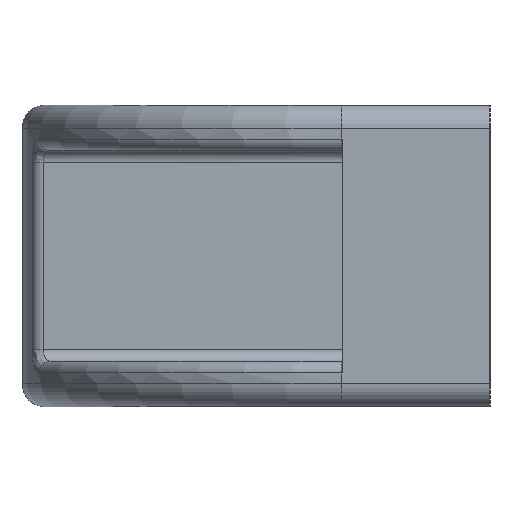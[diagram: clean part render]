
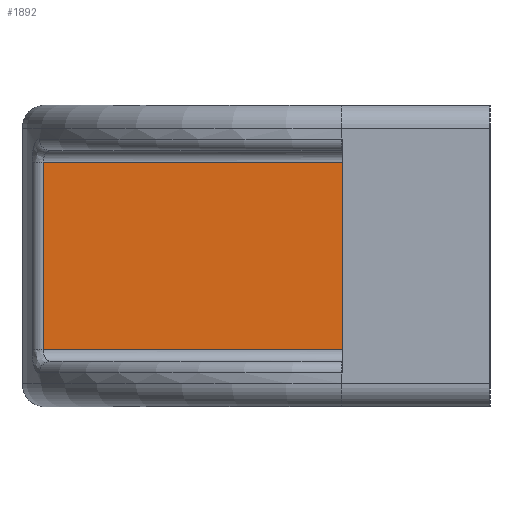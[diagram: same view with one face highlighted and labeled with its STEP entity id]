
A CAD part, left-side view. The second image highlights one B-rep face of the part: STEP entity #1892.
In plain terms, the highlighted planar face has unit normal (-1, 0, 0).
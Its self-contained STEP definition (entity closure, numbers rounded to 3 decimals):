
#89 = CARTESIAN_POINT ( 'NONE',  ( -50.25, 12.6, -9. ) ) ;
#165 = CARTESIAN_POINT ( 'NONE',  ( -50.25, 38.935, 8. ) ) ;
#255 = EDGE_CURVE ( 'NONE', #2428, #1971, #1603, .T. ) ;
#318 = VERTEX_POINT ( 'NONE', #1647 ) ;
#371 = DIRECTION ( 'NONE',  ( 0., 0., -1. ) ) ;
#407 = VECTOR ( 'NONE', #2019, 1000. ) ;
#514 = DIRECTION ( 'NONE',  ( 1., 0., 0. ) ) ;
#646 = CARTESIAN_POINT ( 'NONE',  ( -50.25, 12.6, -9. ) ) ;
#705 = CARTESIAN_POINT ( 'NONE',  ( -50.25, 12.6, -8. ) ) ;
#732 = EDGE_CURVE ( 'NONE', #2428, #2560, #2338, .T. ) ;
#760 = AXIS2_PLACEMENT_3D ( 'NONE', #646, #514, #918 ) ;
#918 = DIRECTION ( 'NONE',  ( 0., 0., -1. ) ) ;
#1003 = VECTOR ( 'NONE', #2139, 1000. ) ;
#1035 = CARTESIAN_POINT ( 'NONE',  ( -50.25, 12.6, -8. ) ) ;
#1087 = FACE_OUTER_BOUND ( 'NONE', #2452, .T. ) ;
#1148 = VECTOR ( 'NONE', #371, 1000. ) ;
#1294 = ORIENTED_EDGE ( 'NONE', *, *, #732, .F. ) ;
#1453 = PLANE ( 'NONE',  #760 ) ;
#1549 = ORIENTED_EDGE ( 'NONE', *, *, #2640, .T. ) ;
#1603 = LINE ( 'NONE', #165, #1003 ) ;
#1647 = CARTESIAN_POINT ( 'NONE',  ( -50.25, 38.171, -8. ) ) ;
#1692 = VECTOR ( 'NONE', #2732, 1000. ) ;
#1830 = EDGE_CURVE ( 'NONE', #318, #2560, #2223, .T. ) ;
#1892 = ADVANCED_FACE ( 'NONE', ( #1087 ), #1453, .F. ) ;
#1939 = ORIENTED_EDGE ( 'NONE', *, *, #255, .T. ) ;
#1971 = VERTEX_POINT ( 'NONE', #2161 ) ;
#2012 = CARTESIAN_POINT ( 'NONE',  ( -50.25, 38.171, -9. ) ) ;
#2019 = DIRECTION ( 'NONE',  ( 0., 0., -1. ) ) ;
#2057 = ORIENTED_EDGE ( 'NONE', *, *, #1830, .T. ) ;
#2139 = DIRECTION ( 'NONE',  ( 0., 1., 0. ) ) ;
#2161 = CARTESIAN_POINT ( 'NONE',  ( -50.25, 38.171, 8. ) ) ;
#2223 = LINE ( 'NONE', #1035, #1692 ) ;
#2338 = LINE ( 'NONE', #89, #1148 ) ;
#2428 = VERTEX_POINT ( 'NONE', #2780 ) ;
#2452 = EDGE_LOOP ( 'NONE', ( #1294, #1939, #1549, #2057 ) ) ;
#2560 = VERTEX_POINT ( 'NONE', #705 ) ;
#2640 = EDGE_CURVE ( 'NONE', #1971, #318, #2747, .T. ) ;
#2732 = DIRECTION ( 'NONE',  ( 0., -1., 0. ) ) ;
#2747 = LINE ( 'NONE', #2012, #407 ) ;
#2780 = CARTESIAN_POINT ( 'NONE',  ( -50.25, 12.6, 8. ) ) ;
